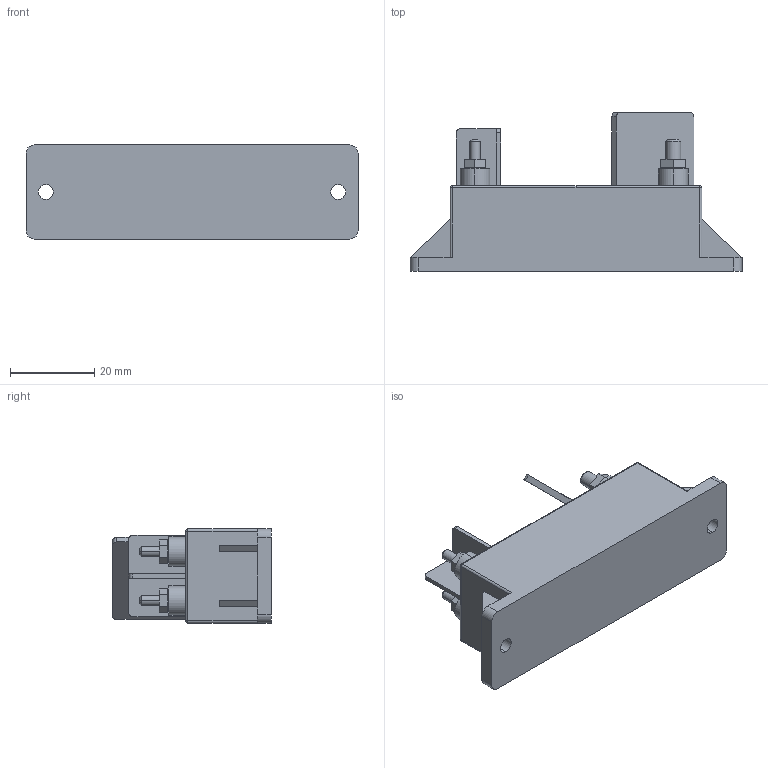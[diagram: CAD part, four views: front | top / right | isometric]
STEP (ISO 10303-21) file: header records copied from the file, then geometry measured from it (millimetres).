
FILE_DESCRIPTION (( 'STEP AP214' ), '1' );
FILE_NAME ('G81A(B)X57_step_103112.STEP', '2012-10-31T16:22:29', ( 'RUlrich' ), ( 'Genco' ), 'SwSTEP 2.0', 'SolidWorks 2010', '' );
FILE_SCHEMA (( 'AUTOMOTIVE_DESIGN' ));
Length unit declared in the file: inch
Products named in the file (1): G81A(B)X57_step_103112
Bounding box: 78.7 x 37.6 x 22.3 mm (x, y, z)
Volume: 30622.7 mm3; surface area: 10177 mm2
Topology: 13 solids, 13 shells, 167 faces, 381 edges, 242 vertices
Faces by surface type: plane 92, cylinder 63, cone 8, sphere 4
Entity records: 7042 total; most frequent: DIRECTION 845, CARTESIAN_POINT 787, ORIENTED_EDGE 754, EDGE_CURVE 377, AXIS2_PLACEMENT_3D 300, LINE 245, VECTOR 245, VERTEX_POINT 242
